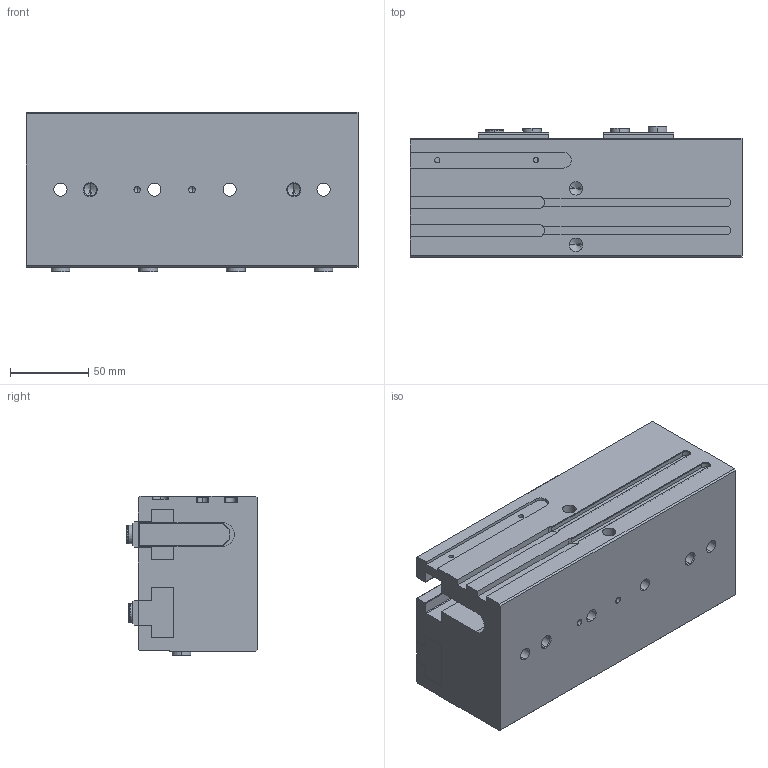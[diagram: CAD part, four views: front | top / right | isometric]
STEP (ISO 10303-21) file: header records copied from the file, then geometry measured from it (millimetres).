
FILE_DESCRIPTION (( 'STEP AP214' ), '1' );
FILE_NAME ('PLG 40-80.STEP', '2022-10-13T14:00:54', ( '' ), ( '' ), 'SwSTEP 2.0', 'SolidWorks 2022', '' );
FILE_SCHEMA (( 'AUTOMOTIVE_DESIGN' ));
Length unit declared in the file: millimetre
Products named in the file (4): Boccola 12_3; Corpo_3; PLG 40-80; Griffa 40
Assembly tree (11 placements, depth 2):
  PLG 40-80
    Corpo_3
    Griffa 40  x2
    Boccola 12_3  x8
Bounding box: 212 x 83.55 x 102 mm (x, y, z)
Volume: 1374550.9 mm3; surface area: 189491.9 mm2
Topology: 13 solids, 13 shells, 377 faces, 947 edges, 594 vertices
Faces by surface type: plane 173, cylinder 124, cone 48, bspline 32
Entity records: 10530 total; most frequent: CARTESIAN_POINT 1378, DIRECTION 1353, ORIENTED_EDGE 1254, EDGE_CURVE 627, AXIS2_PLACEMENT_3D 473, VERTEX_POINT 410, LINE 407, VECTOR 407
